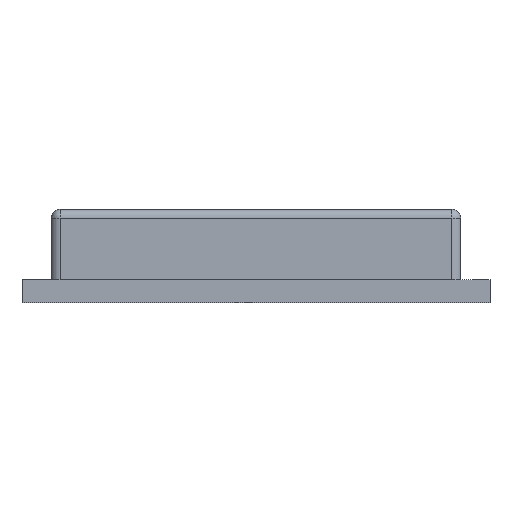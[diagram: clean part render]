
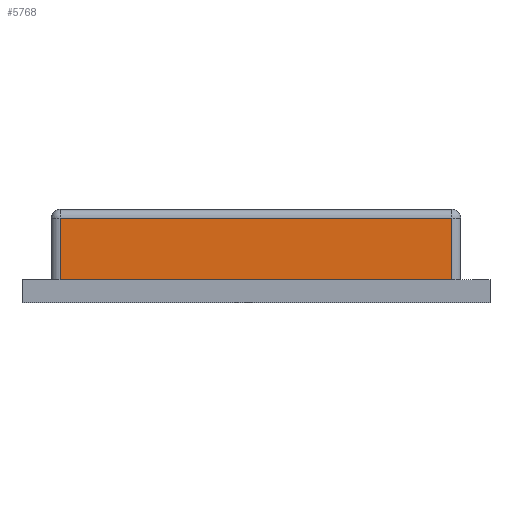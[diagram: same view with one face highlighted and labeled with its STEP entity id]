
A CAD part, front view. The second image highlights one B-rep face of the part: STEP entity #5768.
In plain terms, the highlighted planar face has unit normal (0, -1, 0).
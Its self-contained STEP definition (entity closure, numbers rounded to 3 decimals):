
#3805 = VERTEX_POINT('',#3806);
#3806 = CARTESIAN_POINT('',(6.7,-8.,0.8));
#3813 = EDGE_CURVE('',#3814,#3805,#3816,.T.);
#3814 = VERTEX_POINT('',#3815);
#3815 = CARTESIAN_POINT('',(-6.7,-8.,0.8));
#3816 = LINE('',#3817,#3818);
#3817 = CARTESIAN_POINT('',(7.,-8.,0.8));
#3818 = VECTOR('',#3819,1.);
#3819 = DIRECTION('',(1.,0.,0.));
#5768 = ADVANCED_FACE('',(#5769),#5794,.F.);
#5769 = FACE_BOUND('',#5770,.T.);
#5770 = EDGE_LOOP('',(#5771,#5781,#5787,#5788));
#5771 = ORIENTED_EDGE('',*,*,#5772,.T.);
#5772 = EDGE_CURVE('',#5773,#5775,#5777,.T.);
#5773 = VERTEX_POINT('',#5774);
#5774 = CARTESIAN_POINT('',(6.7,-8.,2.9));
#5775 = VERTEX_POINT('',#5776);
#5776 = CARTESIAN_POINT('',(-6.7,-8.,2.9));
#5777 = LINE('',#5778,#5779);
#5778 = CARTESIAN_POINT('',(-7.,-8.,2.9));
#5779 = VECTOR('',#5780,1.);
#5780 = DIRECTION('',(-1.,0.,-0.));
#5781 = ORIENTED_EDGE('',*,*,#5782,.T.);
#5782 = EDGE_CURVE('',#5775,#3814,#5783,.T.);
#5783 = LINE('',#5784,#5785);
#5784 = CARTESIAN_POINT('',(-6.7,-8.,3.2));
#5785 = VECTOR('',#5786,1.);
#5786 = DIRECTION('',(0.,0.,-1.));
#5787 = ORIENTED_EDGE('',*,*,#3813,.T.);
#5788 = ORIENTED_EDGE('',*,*,#5789,.T.);
#5789 = EDGE_CURVE('',#3805,#5773,#5790,.T.);
#5790 = LINE('',#5791,#5792);
#5791 = CARTESIAN_POINT('',(6.7,-8.,3.2));
#5792 = VECTOR('',#5793,1.);
#5793 = DIRECTION('',(0.,0.,1.));
#5794 = PLANE('',#5795);
#5795 = AXIS2_PLACEMENT_3D('',#5796,#5797,#5798);
#5796 = CARTESIAN_POINT('',(7.,-8.,3.2));
#5797 = DIRECTION('',(0.,1.,0.));
#5798 = DIRECTION('',(-1.,0.,0.));
